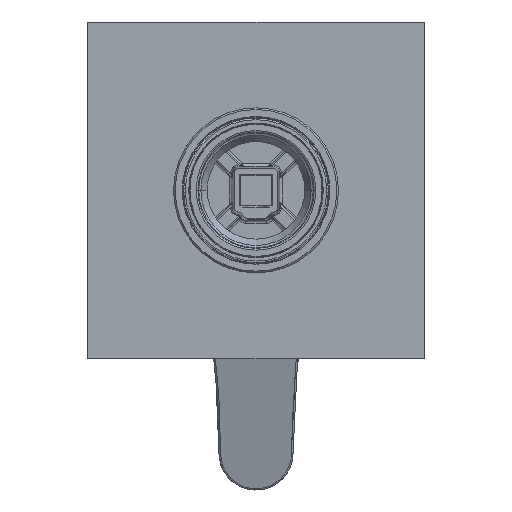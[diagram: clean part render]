
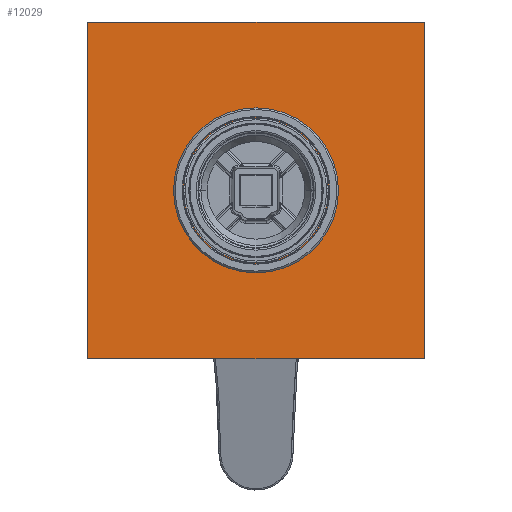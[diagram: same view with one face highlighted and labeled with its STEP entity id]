
A CAD part, front view. The second image highlights one B-rep face of the part: STEP entity #12029.
In plain terms, the highlighted face is planar.
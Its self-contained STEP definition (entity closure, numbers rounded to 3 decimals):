
#11908=CARTESIAN_POINT('',(0.,0.,0.));
#11909=DIRECTION('',(0.,0.,-1.));
#11910=DIRECTION('',(1.,0.,0.));
#11911=AXIS2_PLACEMENT_3D('',#11908,#11909,#11910);
#11913=CARTESIAN_POINT('',(0.,0.,0.));
#11914=DIRECTION('',(0.,0.,-1.));
#11915=DIRECTION('',(-1.,0.,0.));
#11916=AXIS2_PLACEMENT_3D('',#11913,#11914,#11915);
#11918=DIRECTION('',(0.,-1.,0.));
#11919=VECTOR('',#11918,100.);
#11920=CARTESIAN_POINT('',(-50.,50.,0.));
#11921=LINE('',#11920,#11919);
#11922=DIRECTION('',(1.,0.,0.));
#11923=VECTOR('',#11922,100.);
#11924=CARTESIAN_POINT('',(-50.,-50.,0.));
#11925=LINE('',#11924,#11923);
#11926=DIRECTION('',(0.,1.,0.));
#11927=VECTOR('',#11926,100.);
#11928=CARTESIAN_POINT('',(50.,-50.,0.));
#11929=LINE('',#11928,#11927);
#11930=DIRECTION('',(-1.,0.,0.));
#11931=VECTOR('',#11930,100.);
#11932=CARTESIAN_POINT('',(50.,50.,0.));
#11933=LINE('',#11932,#11931);
#11984=CARTESIAN_POINT('',(21.5,0.,0.));
#11985=CARTESIAN_POINT('',(-21.5,0.,0.));
#11986=VERTEX_POINT('',#11984);
#11987=VERTEX_POINT('',#11985);
#11988=CARTESIAN_POINT('',(-50.,50.,0.));
#11989=CARTESIAN_POINT('',(-50.,-50.,0.));
#11990=VERTEX_POINT('',#11988);
#11991=VERTEX_POINT('',#11989);
#11992=CARTESIAN_POINT('',(50.,-50.,0.));
#11993=VERTEX_POINT('',#11992);
#11994=CARTESIAN_POINT('',(50.,50.,0.));
#11995=VERTEX_POINT('',#11994);
#12008=CARTESIAN_POINT('',(0.,0.,0.));
#12009=DIRECTION('',(0.,0.,1.));
#12010=DIRECTION('',(1.,0.,0.));
#12011=AXIS2_PLACEMENT_3D('',#12008,#12009,#12010);
#12012=PLANE('',#12011);
#12014=ORIENTED_EDGE('',*,*,#12013,.T.);
#12016=ORIENTED_EDGE('',*,*,#12015,.T.);
#12018=ORIENTED_EDGE('',*,*,#12017,.T.);
#12020=ORIENTED_EDGE('',*,*,#12019,.T.);
#12021=EDGE_LOOP('',(#12014,#12016,#12018,#12020));
#12022=FACE_OUTER_BOUND('',#12021,.F.);
#12024=ORIENTED_EDGE('',*,*,#12023,.T.);
#12026=ORIENTED_EDGE('',*,*,#12025,.T.);
#12027=EDGE_LOOP('',(#12024,#12026));
#12028=FACE_BOUND('',#12027,.F.);
#12029=ADVANCED_FACE('',(#12022,#12028),#12012,.F.);
#11912=CIRCLE('',#11911,21.5);
#11917=CIRCLE('',#11916,21.5);
#12013=EDGE_CURVE('',#11990,#11991,#11921,.T.);
#12015=EDGE_CURVE('',#11991,#11993,#11925,.T.);
#12017=EDGE_CURVE('',#11993,#11995,#11929,.T.);
#12019=EDGE_CURVE('',#11995,#11990,#11933,.T.);
#12023=EDGE_CURVE('',#11986,#11987,#11912,.T.);
#12025=EDGE_CURVE('',#11987,#11986,#11917,.T.);
